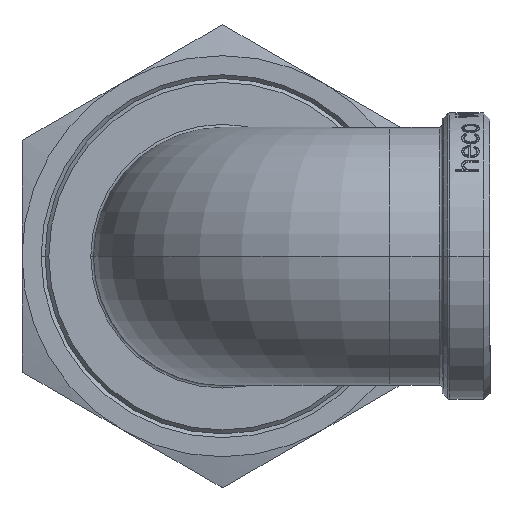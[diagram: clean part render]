
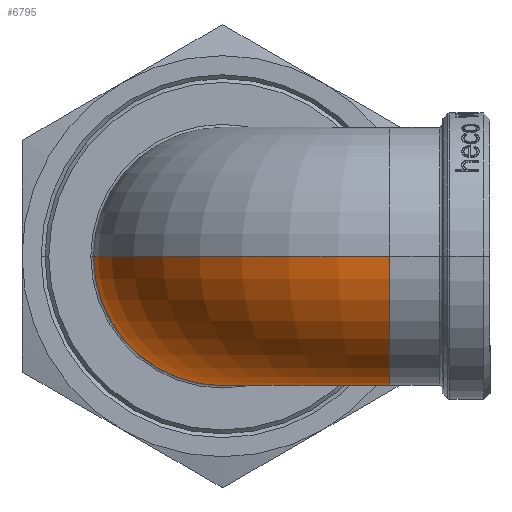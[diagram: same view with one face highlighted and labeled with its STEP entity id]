
A CAD part, left-side view. The second image highlights one B-rep face of the part: STEP entity #6795.
In plain terms, the highlighted toroidal (fillet/blend) face has major radius 17.5 mm and minor radius 13.5 mm.
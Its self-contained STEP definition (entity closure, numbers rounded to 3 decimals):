
#770 = EDGE_CURVE ( 'NONE', #10404, #6037, #9372, .T. ) ;
#916 = TOROIDAL_SURFACE ( 'NONE', #6148, 17.5, 13.5 ) ;
#1760 = CARTESIAN_POINT ( 'NONE',  ( 17.5, 10.5, 0. ) ) ;
#2539 = ORIENTED_EDGE ( 'NONE', *, *, #17826, .T. ) ;
#2771 = CIRCLE ( 'NONE', #13132, 31. ) ;
#2799 = AXIS2_PLACEMENT_3D ( 'NONE', #12347, #6611, #9675 ) ;
#3390 = EDGE_LOOP ( 'NONE', ( #15771, #2539, #15263, #9574, #17093 ) ) ;
#3647 = AXIS2_PLACEMENT_3D ( 'NONE', #12198, #9473, #10684 ) ;
#4039 = VERTEX_POINT ( 'NONE', #15007 ) ;
#4069 = DIRECTION ( 'NONE',  ( 0., 0., -1. ) ) ;
#4447 = VERTEX_POINT ( 'NONE', #16002 ) ;
#4697 = EDGE_CURVE ( 'NONE', #16338, #4447, #14206, .T. ) ;
#5574 = CARTESIAN_POINT ( 'NONE',  ( 17.5, 10.5, 0. ) ) ;
#5929 = EDGE_CURVE ( 'NONE', #6037, #4039, #7197, .T. ) ;
#6037 = VERTEX_POINT ( 'NONE', #9549 ) ;
#6148 = AXIS2_PLACEMENT_3D ( 'NONE', #5574, #4069, #15490 ) ;
#6611 = DIRECTION ( 'NONE',  ( 0., 0., -1. ) ) ;
#6761 = EDGE_CURVE ( 'NONE', #4039, #16338, #7825, .T. ) ;
#6795 = ADVANCED_FACE ( 'NONE', ( #11631 ), #916, .T. ) ;
#7197 = CIRCLE ( 'NONE', #2799, 4. ) ;
#7825 = CIRCLE ( 'NONE', #14217, 13.5 ) ;
#9295 = CARTESIAN_POINT ( 'NONE',  ( 17.5, 28., 0. ) ) ;
#9372 = CIRCLE ( 'NONE', #3647, 13.5 ) ;
#9473 = DIRECTION ( 'NONE',  ( 0., -1., 0. ) ) ;
#9549 = CARTESIAN_POINT ( 'NONE',  ( 13.5, 10.5, 0. ) ) ;
#9574 = ORIENTED_EDGE ( 'NONE', *, *, #6761, .F. ) ;
#9675 = DIRECTION ( 'NONE',  ( 0., 1., 0. ) ) ;
#9772 = CARTESIAN_POINT ( 'NONE',  ( 17.5, 28., 0. ) ) ;
#10403 = DIRECTION ( 'NONE',  ( 1., 0., 0. ) ) ;
#10404 = VERTEX_POINT ( 'NONE', #13894 ) ;
#10684 = DIRECTION ( 'NONE',  ( -1., 0., 0. ) ) ;
#11187 = DIRECTION ( 'NONE',  ( 1., 0., 0. ) ) ;
#11631 = FACE_OUTER_BOUND ( 'NONE', #3390, .T. ) ;
#11655 = DIRECTION ( 'NONE',  ( 0., 0., -1. ) ) ;
#12198 = CARTESIAN_POINT ( 'NONE',  ( 0., 10.5, 0. ) ) ;
#12347 = CARTESIAN_POINT ( 'NONE',  ( 17.5, 10.5, 0. ) ) ;
#12538 = AXIS2_PLACEMENT_3D ( 'NONE', #9772, #11187, #15506 ) ;
#13132 = AXIS2_PLACEMENT_3D ( 'NONE', #1760, #11655, #13166 ) ;
#13166 = DIRECTION ( 'NONE',  ( 0., 1., 0. ) ) ;
#13894 = CARTESIAN_POINT ( 'NONE',  ( -13.5, 10.5, 0. ) ) ;
#14206 = CIRCLE ( 'NONE', #12538, 13.5 ) ;
#14217 = AXIS2_PLACEMENT_3D ( 'NONE', #9295, #10403, #16301 ) ;
#15007 = CARTESIAN_POINT ( 'NONE',  ( 17.5, 14.5, 0. ) ) ;
#15263 = ORIENTED_EDGE ( 'NONE', *, *, #4697, .F. ) ;
#15490 = DIRECTION ( 'NONE',  ( 0., 1., 0. ) ) ;
#15506 = DIRECTION ( 'NONE',  ( 0., 1., 0. ) ) ;
#15771 = ORIENTED_EDGE ( 'NONE', *, *, #770, .F. ) ;
#16002 = CARTESIAN_POINT ( 'NONE',  ( 17.5, 41.5, 0. ) ) ;
#16301 = DIRECTION ( 'NONE',  ( 0., 1., 0. ) ) ;
#16338 = VERTEX_POINT ( 'NONE', #16709 ) ;
#16709 = CARTESIAN_POINT ( 'NONE',  ( 17.5, 28., -13.5 ) ) ;
#17093 = ORIENTED_EDGE ( 'NONE', *, *, #5929, .F. ) ;
#17826 = EDGE_CURVE ( 'NONE', #10404, #4447, #2771, .T. ) ;
